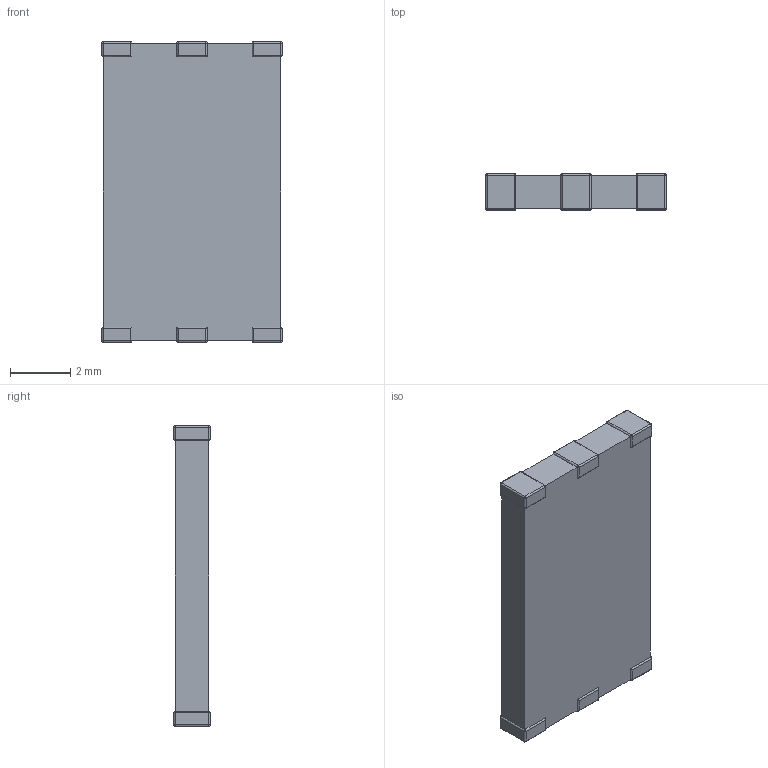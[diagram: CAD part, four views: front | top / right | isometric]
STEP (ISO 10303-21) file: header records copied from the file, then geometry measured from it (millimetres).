
FILE_DESCRIPTION (( 'STEP AP214' ), '1' );
FILE_NAME ('User Library-3100AT.STEP', '2018-04-10T08:00:03', ( '' ), ( '' ), 'SwSTEP 2.0', 'SolidWorks 2018', '' );
FILE_SCHEMA (( 'AUTOMOTIVE_DESIGN' ));
Length unit declared in the file: millimetre
Products named in the file (1): User Library-3100AT
Bounding box: 6 x 1.2 x 10 mm (x, y, z)
Volume: 65 mm3; surface area: 154.1 mm2
Topology: 1 solids, 1 shells, 131 faces, 296 edges, 136 vertices
Faces by surface type: cylinder 64, plane 35, sphere 32
Entity records: 3451 total; most frequent: DIRECTION 608, CARTESIAN_POINT 580, ORIENTED_EDGE 528, EDGE_CURVE 264, AXIS2_PLACEMENT_3D 228, VECTOR 152, LINE 152, VERTEX_POINT 136
